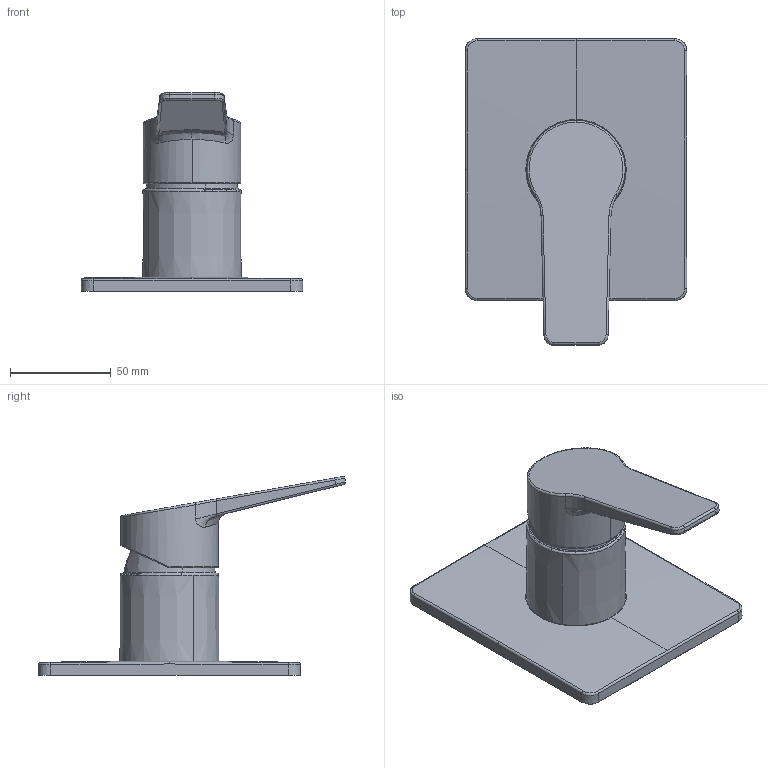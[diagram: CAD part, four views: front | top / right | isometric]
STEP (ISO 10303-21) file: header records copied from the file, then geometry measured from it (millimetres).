
FILE_DESCRIPTION (( 'STEP AP203' ), '1' );
FILE_NAME ('49759003.STEP', '2018-06-07T06:43:56', ( '' ), ( '' ), 'SwSTEP 2.0', 'SolidWorks 2016', '' );
FILE_SCHEMA (( 'CONFIG_CONTROL_DESIGN' ));
Length unit declared in the file: millimetre
Products named in the file (1): 49759003
Bounding box: 110 x 152.34 x 98.65 mm (x, y, z)
Volume: 250404.1 mm3; surface area: 48265.3 mm2
Topology: 1 solids, 1 shells, 87 faces, 205 edges, 123 vertices
Faces by surface type: bspline 30, cylinder 22, plane 14, torus 13, cone 6, sphere 2
Entity records: 4846 total; most frequent: CARTESIAN_POINT 3031, ORIENTED_EDGE 410, DIRECTION 291, EDGE_CURVE 205, VERTEX_POINT 123, AXIS2_PLACEMENT_3D 121, EDGE_LOOP 90, FACE_OUTER_BOUND 87
